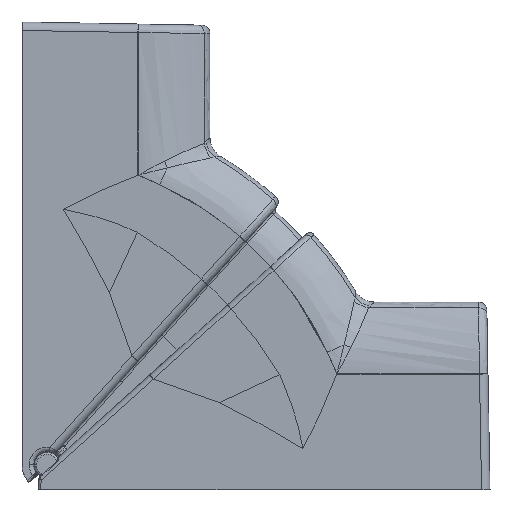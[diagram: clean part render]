
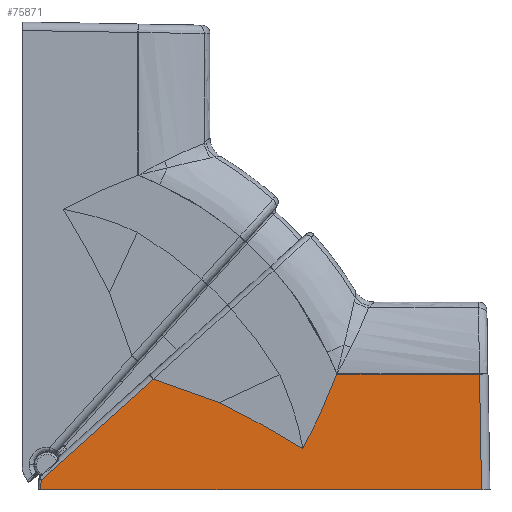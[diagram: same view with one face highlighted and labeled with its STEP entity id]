
A CAD part, left-side view. The second image highlights one B-rep face of the part: STEP entity #75871.
In plain terms, the highlighted planar face has unit normal (-1, 0, 0.002).
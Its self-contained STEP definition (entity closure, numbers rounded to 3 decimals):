
#593 = VERTEX_POINT ( 'NONE', #35171 ) ;
#791 = VERTEX_POINT ( 'NONE', #54076 ) ;
#1655 = CARTESIAN_POINT ( 'NONE',  ( -44.65, -23.05, 45.558 ) ) ;
#1905 = DIRECTION ( 'NONE',  ( -1., 0., 0.002 ) ) ;
#3855 = ORIENTED_EDGE ( 'NONE', *, *, #73980, .F. ) ;
#4760 = CARTESIAN_POINT ( 'NONE',  ( -44.695, 75.378, 19.554 ) ) ;
#4939 = LINE ( 'NONE', #9572, #68708 ) ;
#5326 = VERTEX_POINT ( 'NONE', #53845 ) ;
#5428 = CARTESIAN_POINT ( 'NONE',  ( -44.656, 10.402, 41.884 ) ) ;
#6181 = CARTESIAN_POINT ( 'NONE',  ( -44.653, 9.543, 44.075 ) ) ;
#6949 = VECTOR ( 'NONE', #20742, 1000. ) ;
#7138 = EDGE_CURVE ( 'NONE', #54292, #9745, #53620, .T. ) ;
#7511 = CARTESIAN_POINT ( 'NONE',  ( -44.672, 23.148, 32.854 ) ) ;
#9572 = CARTESIAN_POINT ( 'NONE',  ( -44.652, 50.139, 44.433 ) ) ;
#9745 = VERTEX_POINT ( 'NONE', #73654 ) ;
#10336 = DIRECTION ( 'NONE',  ( 0.001, 0.942, 0.335 ) ) ;
#11004 = ORIENTED_EDGE ( 'NONE', *, *, #76417, .T. ) ;
#12239 = CARTESIAN_POINT ( 'NONE',  ( -44.661, 11.463, 39.372 ) ) ;
#13323 = CARTESIAN_POINT ( 'NONE',  ( -44.661, 35.264, 39.143 ) ) ;
#13522 = LINE ( 'NONE', #57963, #27532 ) ;
#13550 = CARTESIAN_POINT ( 'NONE',  ( -44.666, 29.38, 36.288 ) ) ;
#17972 = LINE ( 'NONE', #64760, #49857 ) ;
#18253 = CARTESIAN_POINT ( 'NONE',  ( -44.664, 12.285, 37.507 ) ) ;
#19275 = DIRECTION ( 'NONE',  ( -0.002, -0.017, -1. ) ) ;
#20241 = EDGE_CURVE ( 'NONE', #68519, #791, #4939, .T. ) ;
#20742 = DIRECTION ( 'NONE',  ( -0.002, 0.052, -0.999 ) ) ;
#21370 = DIRECTION ( 'NONE',  ( 0., -1., 0. ) ) ;
#23192 = ORIENTED_EDGE ( 'NONE', *, *, #58600, .T. ) ;
#23866 = LINE ( 'NONE', #55198, #55804 ) ;
#24269 = CARTESIAN_POINT ( 'NONE',  ( -44.665, 12.484, 37.065 ) ) ;
#24917 = VERTEX_POINT ( 'NONE', #1655 ) ;
#24983 = VECTOR ( 'NONE', #10336, 1000. ) ;
#25289 = EDGE_CURVE ( 'NONE', #50357, #5326, #17972, .T. ) ;
#25747 = CARTESIAN_POINT ( 'NONE',  ( -44.699, -0.439, 17.554 ) ) ;
#25772 = ORIENTED_EDGE ( 'NONE', *, *, #61350, .T. ) ;
#27468 = B_SPLINE_CURVE_WITH_KNOTS ( 'NONE', 3,
 ( #43395, #7511, #13550, #55491 ),
 .UNSPECIFIED., .F., .F.,
 ( 4, 4 ),
 ( 0., 1. ),
 .UNSPECIFIED. ) ;
#27532 = VECTOR ( 'NONE', #63994, 1000. ) ;
#28399 = CARTESIAN_POINT ( 'NONE',  ( -44.65, 8.995, 45.558 ) ) ;
#28619 = ORIENTED_EDGE ( 'NONE', *, *, #43405, .T. ) ;
#28844 = DIRECTION ( 'NONE',  ( 0., -0.992, 0.128 ) ) ;
#30284 = CARTESIAN_POINT ( 'NONE',  ( -44.67, 13.82, 34.122 ) ) ;
#30443 = EDGE_LOOP ( 'NONE', ( #48642, #28619, #33572, #3855, #30962, #23192, #43242, #11004, #33967, #34927, #25772 ) ) ;
#30954 = B_SPLINE_CURVE_WITH_KNOTS ( 'NONE', 3,
 ( #58016, #60448, #72455, #36560 ),
 .UNSPECIFIED., .F., .F.,
 ( 4, 4 ),
 ( 0., 1. ),
 .UNSPECIFIED. ) ;
#30962 = ORIENTED_EDGE ( 'NONE', *, *, #44439, .T. ) ;
#32735 = VECTOR ( 'NONE', #21370, 1000. ) ;
#33572 = ORIENTED_EDGE ( 'NONE', *, *, #51046, .T. ) ;
#33967 = ORIENTED_EDGE ( 'NONE', *, *, #7138, .T. ) ;
#34927 = ORIENTED_EDGE ( 'NONE', *, *, #39168, .T. ) ;
#35171 = CARTESIAN_POINT ( 'NONE',  ( -44.65, 8.933, 45.558 ) ) ;
#36010 = VERTEX_POINT ( 'NONE', #57976 ) ;
#36301 = CARTESIAN_POINT ( 'NONE',  ( -44.679, 16.568, 28.842 ) ) ;
#36560 = CARTESIAN_POINT ( 'NONE',  ( -44.65, 8.988, 45.559 ) ) ;
#36911 = LINE ( 'NONE', #62687, #6949 ) ;
#37763 = PLANE ( 'NONE',  #45586 ) ;
#39168 = EDGE_CURVE ( 'NONE', #9745, #63057, #27468, .T. ) ;
#40170 = CARTESIAN_POINT ( 'NONE',  ( -44.661, 35.264, 39.143 ) ) ;
#40442 = CARTESIAN_POINT ( 'NONE',  ( -44.65, 8.993, 45.553 ) ) ;
#43242 = ORIENTED_EDGE ( 'NONE', *, *, #25289, .F. ) ;
#43395 = CARTESIAN_POINT ( 'NONE',  ( -44.679, 16.568, 28.842 ) ) ;
#43405 = EDGE_CURVE ( 'NONE', #791, #55059, #36911, .T. ) ;
#43821 = DIRECTION ( 'NONE',  ( 0.002, 0., 1. ) ) ;
#44439 = EDGE_CURVE ( 'NONE', #24917, #593, #13522, .T. ) ;
#45457 = DIRECTION ( 'NONE',  ( -0.001, 0.743, -0.669 ) ) ;
#45586 = AXIS2_PLACEMENT_3D ( 'NONE', #25747, #1905, #43821 ) ;
#48107 = CARTESIAN_POINT ( 'NONE',  ( -44.65, 8.993, 45.553 ) ) ;
#48642 = ORIENTED_EDGE ( 'NONE', *, *, #20241, .T. ) ;
#48671 = LINE ( 'NONE', #51230, #32735 ) ;
#49857 = VECTOR ( 'NONE', #28844, 1000. ) ;
#50357 = VERTEX_POINT ( 'NONE', #73335 ) ;
#51046 = EDGE_CURVE ( 'NONE', #55059, #36010, #48671, .T. ) ;
#51230 = CARTESIAN_POINT ( 'NONE',  ( -44.695, -0.439, 19.554 ) ) ;
#53620 = B_SPLINE_CURVE_WITH_KNOTS ( 'NONE', 3,
 ( #48107, #6181, #5428, #12239, #54173, #18253, #60196, #24269, #66202, #30284, #72200, #36301 ),
 .UNSPECIFIED., .F., .F.,
 ( 4, 1, 1, 1, 1, 2, 2, 4 ),
 ( 0., 0.25, 0.375, 0.438, 0.469, 0.484, 0.5, 1. ),
 .UNSPECIFIED. ) ;
#53845 = CARTESIAN_POINT ( 'NONE',  ( -44.65, 8.988, 45.559 ) ) ;
#54076 = CARTESIAN_POINT ( 'NONE',  ( -44.691, 75.26, 21.814 ) ) ;
#54173 = CARTESIAN_POINT ( 'NONE',  ( -44.663, 12.008, 38.127 ) ) ;
#54292 = VERTEX_POINT ( 'NONE', #69545 ) ;
#54801 = FACE_OUTER_BOUND ( 'NONE', #30443, .T. ) ;
#55025 = LINE ( 'NONE', #40170, #24983 ) ;
#55059 = VERTEX_POINT ( 'NONE', #4760 ) ;
#55198 = CARTESIAN_POINT ( 'NONE',  ( -44.659, -23.135, 40.659 ) ) ;
#55491 = CARTESIAN_POINT ( 'NONE',  ( -44.661, 35.264, 39.143 ) ) ;
#55804 = VECTOR ( 'NONE', #19275, 1000. ) ;
#57963 = CARTESIAN_POINT ( 'NONE',  ( -44.65, -0.439, 45.558 ) ) ;
#57976 = CARTESIAN_POINT ( 'NONE',  ( -44.695, -23.504, 19.554 ) ) ;
#58016 = CARTESIAN_POINT ( 'NONE',  ( -44.65, 8.933, 45.558 ) ) ;
#58600 = EDGE_CURVE ( 'NONE', #593, #5326, #30954, .T. ) ;
#60196 = CARTESIAN_POINT ( 'NONE',  ( -44.665, 12.404, 37.242 ) ) ;
#60448 = CARTESIAN_POINT ( 'NONE',  ( -44.65, 8.952, 45.558 ) ) ;
#61350 = EDGE_CURVE ( 'NONE', #63057, #68519, #55025, .T. ) ;
#62687 = CARTESIAN_POINT ( 'NONE',  ( -44.691, 75.26, 21.814 ) ) ;
#63057 = VERTEX_POINT ( 'NONE', #13323 ) ;
#63994 = DIRECTION ( 'NONE',  ( 0., 1., 0. ) ) ;
#64760 = CARTESIAN_POINT ( 'NONE',  ( -44.65, 8.995, 45.558 ) ) ;
#66202 = CARTESIAN_POINT ( 'NONE',  ( -44.665, 12.525, 36.975 ) ) ;
#68519 = VERTEX_POINT ( 'NONE', #70354 ) ;
#68708 = VECTOR ( 'NONE', #45457, 1000. ) ;
#69545 = CARTESIAN_POINT ( 'NONE',  ( -44.65, 8.993, 45.553 ) ) ;
#70325 = CARTESIAN_POINT ( 'NONE',  ( -44.65, 8.994, 45.556 ) ) ;
#70354 = CARTESIAN_POINT ( 'NONE',  ( -44.652, 50.139, 44.433 ) ) ;
#72200 = CARTESIAN_POINT ( 'NONE',  ( -44.675, 15.155, 31.44 ) ) ;
#72455 = CARTESIAN_POINT ( 'NONE',  ( -44.65, 8.97, 45.558 ) ) ;
#72475 = B_SPLINE_CURVE_WITH_KNOTS ( 'NONE', 3,
 ( #28399, #70325, #76320, #40442 ),
 .UNSPECIFIED., .F., .F.,
 ( 4, 4 ),
 ( 0., 1. ),
 .UNSPECIFIED. ) ;
#73335 = CARTESIAN_POINT ( 'NONE',  ( -44.65, 8.995, 45.558 ) ) ;
#73654 = CARTESIAN_POINT ( 'NONE',  ( -44.679, 16.568, 28.842 ) ) ;
#73980 = EDGE_CURVE ( 'NONE', #24917, #36010, #23866, .T. ) ;
#75871 = ADVANCED_FACE ( 'NONE', ( #54801 ), #37763, .T. ) ;
#76320 = CARTESIAN_POINT ( 'NONE',  ( -44.65, 8.994, 45.554 ) ) ;
#76417 = EDGE_CURVE ( 'NONE', #50357, #54292, #72475, .T. ) ;
